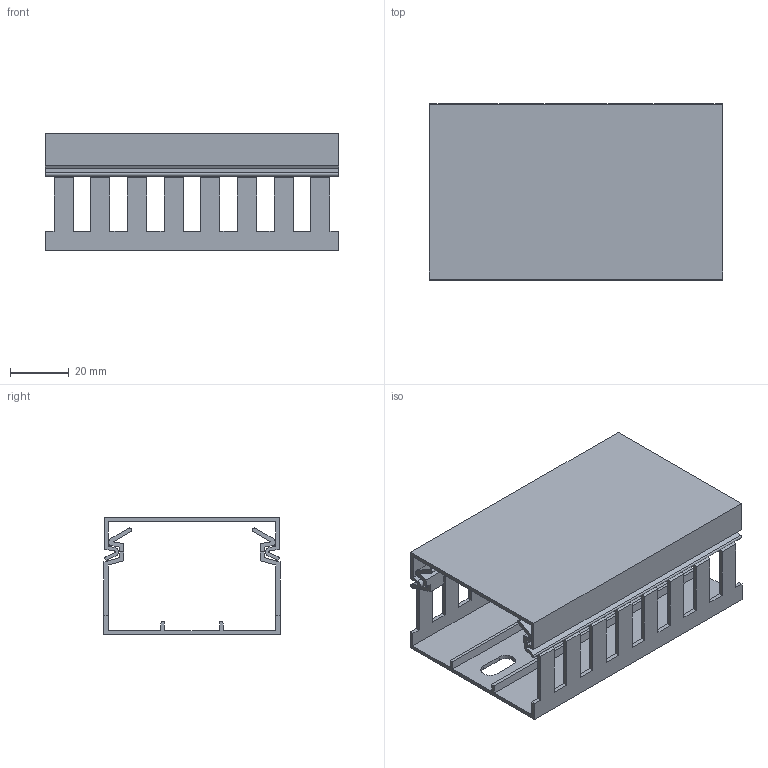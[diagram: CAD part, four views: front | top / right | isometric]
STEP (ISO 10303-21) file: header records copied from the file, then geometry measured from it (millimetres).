
FILE_DESCRIPTION((''),'2;1');
FILE_NAME('BA7A400600_ASM','2022-04-04T07:57:20',('buserr'),(''),'CREO PARAMETRIC BY PTC INC, 2021184','CREO PARAMETRIC BY PTC INC, 2021184','');
FILE_SCHEMA(('AUTOMOTIVE_DESIGN { 1 0 10303 214 1 1 1 1 }'));
Length unit declared in the file: millimetre
Products named in the file (3): PROXY_BA7A400601; PROXY_BA7A602; BA7A400600_ASM
Assembly tree (2 placements, depth 2):
  BA7A400600_ASM
    PROXY_BA7A400601
    PROXY_BA7A602
Bounding box: 100 x 60 x 40 mm (x, y, z)
Volume: 30487.5 mm3; surface area: 46816.9 mm2
Topology: 2 solids, 2 shells, 344 faces, 1030 edges, 690 vertices
Faces by surface type: plane 282, cylinder 62
Entity records: 16013 total; most frequent: CARTESIAN_POINT 2137, ORIENTED_EDGE 2040, DIRECTION 1973, EDGE_CURVE 1020, PRESENTATION_STYLE_ASSIGNMENT 983, STYLED_ITEM 983, CURVE_STYLE 982, VECTOR 912
